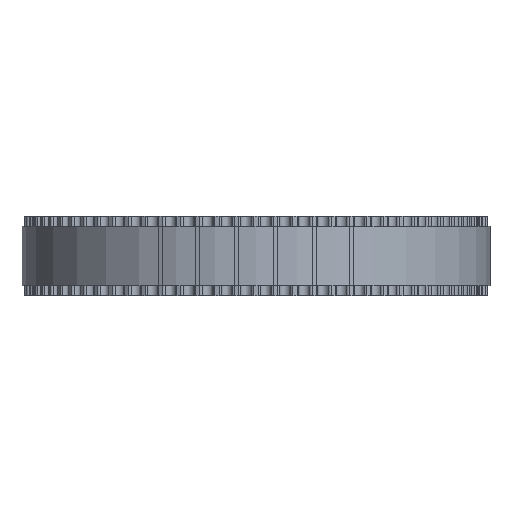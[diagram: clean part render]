
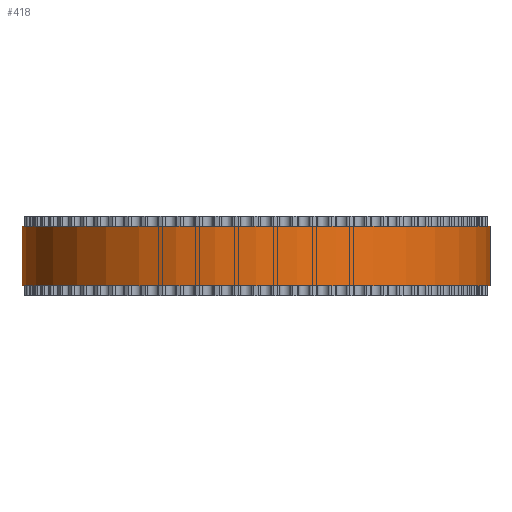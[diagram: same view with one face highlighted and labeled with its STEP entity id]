
A CAD part, front view. The second image highlights one B-rep face of the part: STEP entity #418.
In plain terms, the highlighted cylindrical face has radius 23.555 mm (diameter 47.11 mm), a full revolution.
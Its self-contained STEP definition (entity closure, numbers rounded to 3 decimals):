
#97=FACE_BOUND('',#1312,.T.);
#98=FACE_BOUND('',#1313,.T.);
#418=ADVANCED_FACE('',(#97,#98),#715,.T.);
#715=CYLINDRICAL_SURFACE('',#6655,23.555);
#1312=EDGE_LOOP('',(#3682));
#1313=EDGE_LOOP('',(#3683));
#3682=ORIENTED_EDGE('',*,*,#5166,.T.);
#3683=ORIENTED_EDGE('',*,*,#5167,.T.);
#4276=VERTEX_POINT('',#10520);
#4277=VERTEX_POINT('',#10522);
#5166=EDGE_CURVE('',#4276,#4276,#5760,.T.);
#5167=EDGE_CURVE('',#4277,#4277,#5761,.T.);
#5760=CIRCLE('',#6653,23.555);
#5761=CIRCLE('',#6654,23.555);
#6653=AXIS2_PLACEMENT_3D('',#10519,#8734,#8735);
#6654=AXIS2_PLACEMENT_3D('',#10521,#8736,#8737);
#6655=AXIS2_PLACEMENT_3D('',#10523,#8738,#8739);
#8734=DIRECTION('',(0.,0.,1.));
#8735=DIRECTION('',(1.,0.,0.));
#8736=DIRECTION('',(0.,0.,-1.));
#8737=DIRECTION('',(1.,0.,0.));
#8738=DIRECTION('',(0.,0.,1.));
#8739=DIRECTION('',(1.,0.,0.));
#10519=CARTESIAN_POINT('',(0.,0.,1.));
#10520=CARTESIAN_POINT('',(23.555,0.,1.));
#10521=CARTESIAN_POINT('',(0.,0.,7.));
#10522=CARTESIAN_POINT('',(23.555,0.,7.));
#10523=CARTESIAN_POINT('',(0.,0.,1.));
